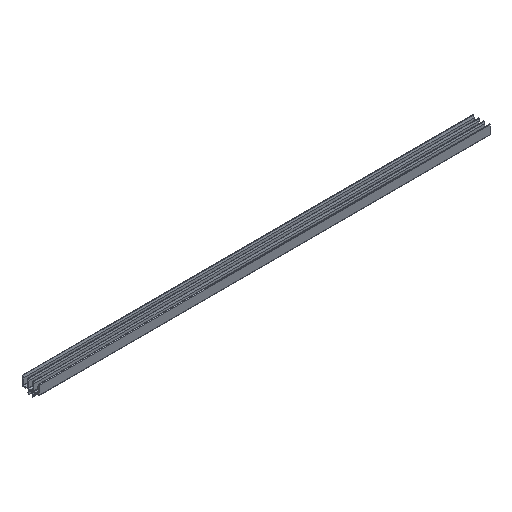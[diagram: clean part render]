
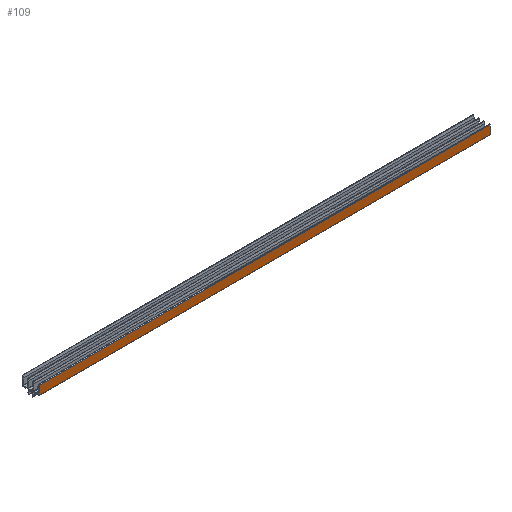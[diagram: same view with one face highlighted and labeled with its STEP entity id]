
A CAD part, isometric view. The second image highlights one B-rep face of the part: STEP entity #109.
In plain terms, the highlighted planar face has unit normal (0, -1, 0).
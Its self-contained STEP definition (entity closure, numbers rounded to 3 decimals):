
#109=ADVANCED_FACE('',(#259),#260,.T.);
#259=FACE_OUTER_BOUND('',#447,.T.);
#260=PLANE('',#448);
#447=EDGE_LOOP('',(#689,#690,#691,#692));
#448=AXIS2_PLACEMENT_3D('',#693,#694,#695);
#689=ORIENTED_EDGE('',*,*,#1231,.T.);
#690=ORIENTED_EDGE('',*,*,#1232,.F.);
#691=ORIENTED_EDGE('',*,*,#1233,.T.);
#692=ORIENTED_EDGE('',*,*,#1228,.T.);
#693=CARTESIAN_POINT('',(0.0,-19.,10.5));
#694=DIRECTION('',(0.0,-1.0,0.0));
#695=DIRECTION('',(0.0,0.0,-1.0));
#1228=EDGE_CURVE('',#1488,#1486,#1489,.T.);
#1231=EDGE_CURVE('',#1486,#1492,#1493,.T.);
#1232=EDGE_CURVE('',#1494,#1492,#1495,.T.);
#1233=EDGE_CURVE('',#1494,#1488,#1496,.T.);
#1486=VERTEX_POINT('',#1861);
#1488=VERTEX_POINT('',#1863);
#1489=LINE('',#1864,#1865);
#1492=VERTEX_POINT('',#1868);
#1493=LINE('',#1869,#1870);
#1494=VERTEX_POINT('',#1871);
#1495=LINE('',#1872,#1873);
#1496=LINE('',#1874,#1875);
#1861=CARTESIAN_POINT('',(1000.0,-19.,1.));
#1863=CARTESIAN_POINT('',(0.0,-19.,1.));
#1864=CARTESIAN_POINT('',(0.0,-19.,1.));
#1865=VECTOR('',#2301,0.5);
#1868=CARTESIAN_POINT('',(1000.0,-19.,20.));
#1869=CARTESIAN_POINT('',(1000.0,-19.,20.));
#1870=VECTOR('',#2305,0.5);
#1871=CARTESIAN_POINT('',(0.0,-19.,20.));
#1872=CARTESIAN_POINT('',(0.0,-19.,20.));
#1873=VECTOR('',#2306,0.5);
#1874=CARTESIAN_POINT('',(0.0,-19.,20.));
#1875=VECTOR('',#2307,0.5);
#2301=DIRECTION('',(1.0,0.0,0.0));
#2305=DIRECTION('',(0.0,0.0,1.0));
#2306=DIRECTION('',(1.0,0.0,0.0));
#2307=DIRECTION('',(0.0,0.0,-1.0));
